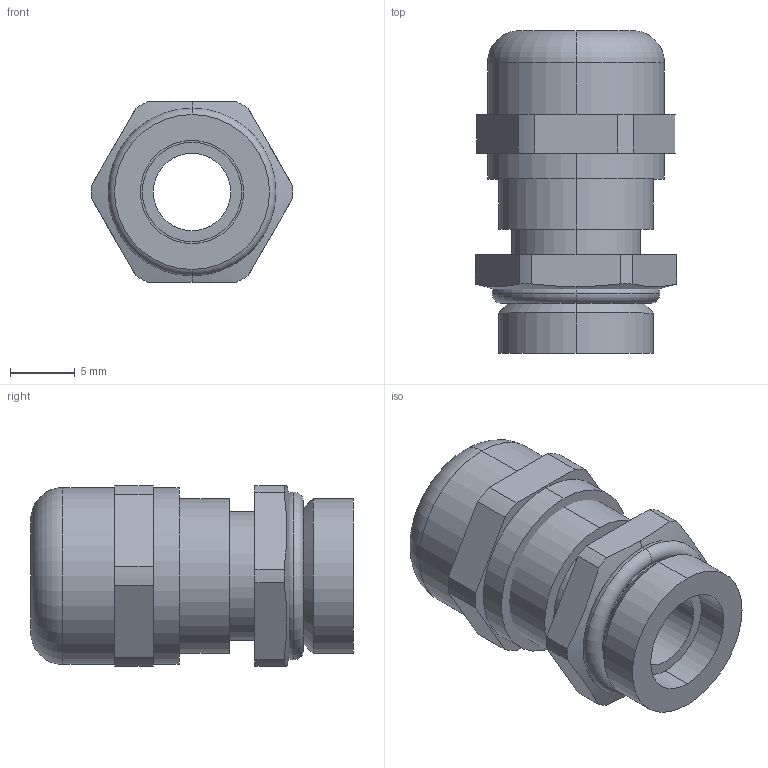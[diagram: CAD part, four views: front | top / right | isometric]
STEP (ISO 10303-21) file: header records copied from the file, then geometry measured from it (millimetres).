
FILE_DESCRIPTION (( 'STEP AP214' ), '1' );
FILE_NAME ('2086018.stp', '2020-01-09T14:48:26', ( '' ), ( '' ), 'SwSTEP 2.0', 'SolidWorks 2018', '' );
FILE_SCHEMA (( 'AUTOMOTIVE_DESIGN' ));
Length unit declared in the file: millimetre
Products named in the file (6): 011344_M12 2086203; EV743_M12; 012463_M12 2086203; 2086018; 012279_M12 2086203; 011359_M12 2086018
Assembly tree (5 placements, depth 2):
  2086018
    011359_M12 2086018
    EV743_M12
    012279_M12 2086203
    012463_M12 2086203
    011344_M12 2086203
Bounding box: 15.6 x 25 x 14 mm (x, y, z)
Volume: 2507.5 mm3; surface area: 4012.9 mm2
Topology: 5 solids, 5 shells, 90 faces, 202 edges, 126 vertices
Faces by surface type: cylinder 40, plane 26, cone 16, torus 8
Entity records: 2826 total; most frequent: DIRECTION 498, CARTESIAN_POINT 458, ORIENTED_EDGE 404, AXIS2_PLACEMENT_3D 206, EDGE_CURVE 202, VERTEX_POINT 126, CIRCLE 108, EDGE_LOOP 104
